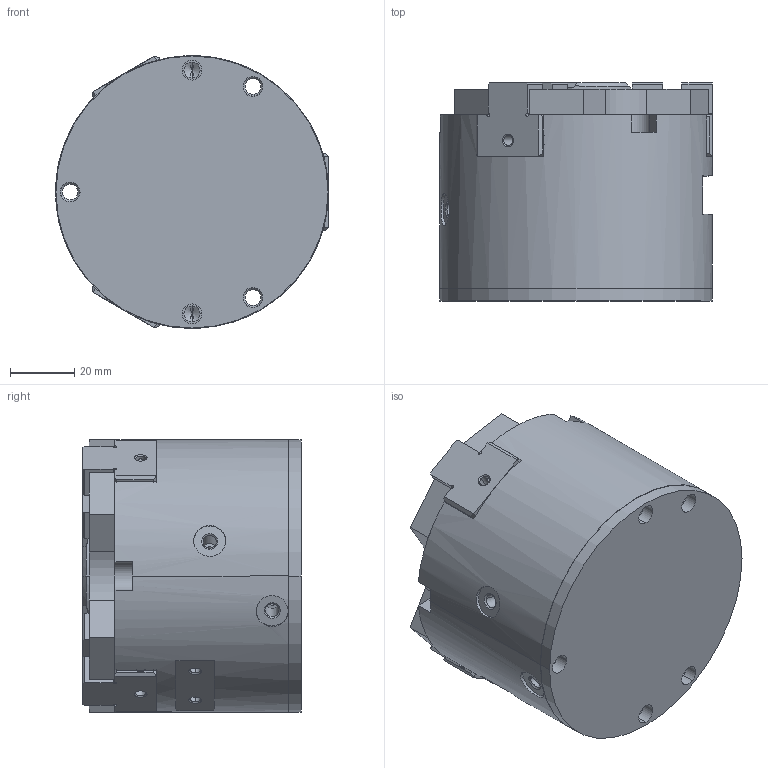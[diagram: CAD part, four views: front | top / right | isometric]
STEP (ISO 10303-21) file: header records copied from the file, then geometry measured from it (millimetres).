
FILE_DESCRIPTION( ( '' ), '1' );
FILE_NAME( 'op85_3s_op651abs_0_2_14a.stp', '2010-10-25T12:48:09', ( '' ), ( '' ), ' ', ' ', ' ' );
FILE_SCHEMA( ( 'automotive_design' ) );
Length unit declared in the file: millimetre
Products named in the file (4): 1; 2; 3; 4
Bounding box: 85 x 68 x 85 mm (x, y, z)
Volume: 354671.1 mm3; surface area: 54013.7 mm2
Topology: 4 solids, 4 shells, 382 faces, 979 edges, 595 vertices
Faces by surface type: plane 194, cylinder 102, cone 86
Entity records: 22290 total; most frequent: CARTESIAN_POINT 2216, DIRECTION 1971, STYLED_ITEM 1920, PRESENTATION_STYLE_ASSIGNMENT 1920, COLOUR_RGB 1920, ORIENTED_EDGE 1878, EDGE_CURVE 939, CURVE_STYLE 939
